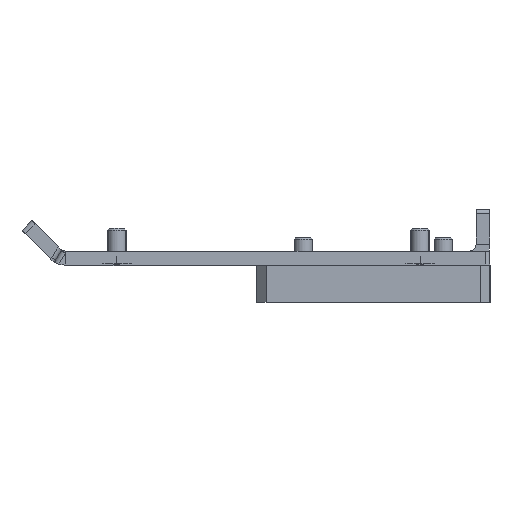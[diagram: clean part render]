
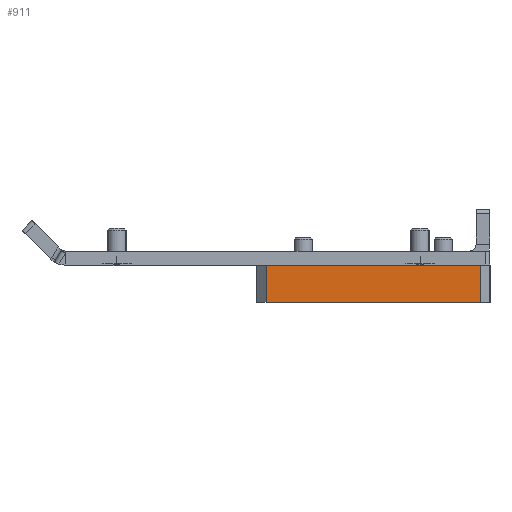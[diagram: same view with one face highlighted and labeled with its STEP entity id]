
A CAD part, left-side view. The second image highlights one B-rep face of the part: STEP entity #911.
In plain terms, the highlighted planar face has unit normal (-1, 0, 0).
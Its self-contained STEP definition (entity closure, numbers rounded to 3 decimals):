
#364 = LINE ( 'NONE', #5880, #1400 ) ;
#585 = CARTESIAN_POINT ( 'NONE',  ( -227.5, -23., 4. ) ) ;
#617 = AXIS2_PLACEMENT_3D ( 'NONE', #3246, #5480, #5819 ) ;
#626 = VERTEX_POINT ( 'NONE', #3491 ) ;
#647 = LINE ( 'NONE', #585, #6390 ) ;
#674 = DIRECTION ( 'NONE',  ( 0., 0., 1. ) ) ;
#911 = ADVANCED_FACE ( 'NONE', ( #2331 ), #2855, .F. ) ;
#1162 = CARTESIAN_POINT ( 'NONE',  ( -227.5, 23., 4. ) ) ;
#1400 = VECTOR ( 'NONE', #2884, 1000. ) ;
#1458 = DIRECTION ( 'NONE',  ( 0., -1., 0. ) ) ;
#1723 = ORIENTED_EDGE ( 'NONE', *, *, #2088, .T. ) ;
#1957 = CARTESIAN_POINT ( 'NONE',  ( -227.5, -23., 4. ) ) ;
#2088 = EDGE_CURVE ( 'NONE', #4396, #5311, #647, .T. ) ;
#2173 = ORIENTED_EDGE ( 'NONE', *, *, #3620, .T. ) ;
#2331 = FACE_OUTER_BOUND ( 'NONE', #4596, .T. ) ;
#2777 = VECTOR ( 'NONE', #1458, 1000. ) ;
#2789 = ORIENTED_EDGE ( 'NONE', *, *, #5283, .F. ) ;
#2791 = ORIENTED_EDGE ( 'NONE', *, *, #4611, .T. ) ;
#2836 = LINE ( 'NONE', #2963, #2777 ) ;
#2855 = PLANE ( 'NONE',  #617 ) ;
#2884 = DIRECTION ( 'NONE',  ( 0., -1., 0. ) ) ;
#2958 = VECTOR ( 'NONE', #5168, 1000. ) ;
#2963 = CARTESIAN_POINT ( 'NONE',  ( -227.5, 25., 4. ) ) ;
#2965 = CARTESIAN_POINT ( 'NONE',  ( -227.5, 23., -4. ) ) ;
#3168 = LINE ( 'NONE', #1162, #2958 ) ;
#3246 = CARTESIAN_POINT ( 'NONE',  ( -227.5, 25., 4. ) ) ;
#3491 = CARTESIAN_POINT ( 'NONE',  ( -227.5, 23., 4. ) ) ;
#3620 = EDGE_CURVE ( 'NONE', #626, #5611, #3168, .T. ) ;
#4396 = VERTEX_POINT ( 'NONE', #5787 ) ;
#4596 = EDGE_LOOP ( 'NONE', ( #2791, #1723, #2789, #2173 ) ) ;
#4611 = EDGE_CURVE ( 'NONE', #5611, #4396, #364, .T. ) ;
#5168 = DIRECTION ( 'NONE',  ( 0., 0., -1. ) ) ;
#5283 = EDGE_CURVE ( 'NONE', #626, #5311, #2836, .T. ) ;
#5311 = VERTEX_POINT ( 'NONE', #1957 ) ;
#5480 = DIRECTION ( 'NONE',  ( 1., 0., 0. ) ) ;
#5611 = VERTEX_POINT ( 'NONE', #2965 ) ;
#5787 = CARTESIAN_POINT ( 'NONE',  ( -227.5, -23., -4. ) ) ;
#5819 = DIRECTION ( 'NONE',  ( 0., 0., -1. ) ) ;
#5880 = CARTESIAN_POINT ( 'NONE',  ( -227.5, 25., -4. ) ) ;
#6390 = VECTOR ( 'NONE', #674, 1000. ) ;
